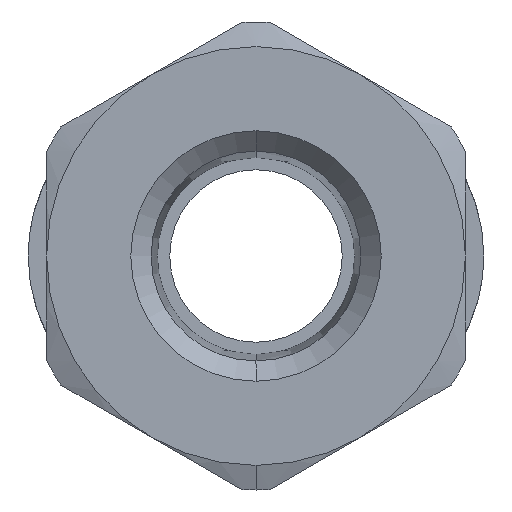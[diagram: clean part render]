
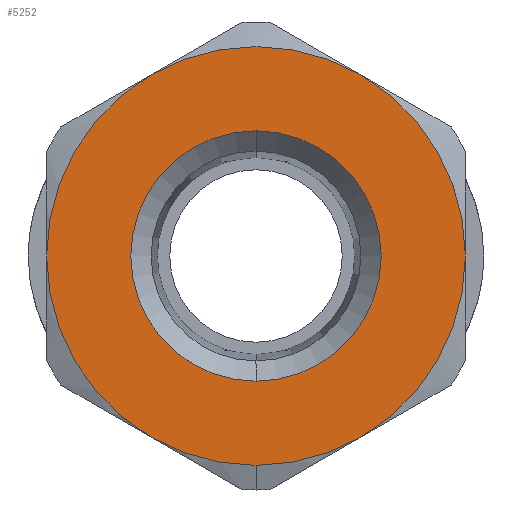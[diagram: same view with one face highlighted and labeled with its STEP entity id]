
A CAD part, left-side view. The second image highlights one B-rep face of the part: STEP entity #5252.
In plain terms, the highlighted face is planar.
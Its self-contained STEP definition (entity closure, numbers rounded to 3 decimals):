
#747 = DIRECTION ( 'NONE',  ( -1., 0., 0. ) ) ;
#866 = DIRECTION ( 'NONE',  ( -1., 0., 0. ) ) ;
#918 = DIRECTION ( 'NONE',  ( 0., 0., -1. ) ) ;
#949 = EDGE_CURVE ( 'NONE', #7086, #12275, #5351, .T. ) ;
#1911 = CARTESIAN_POINT ( 'NONE',  ( -7.361, 4.25, -12.6 ) ) ;
#2219 = DIRECTION ( 'NONE',  ( 1., 0., 0. ) ) ;
#2355 = ORIENTED_EDGE ( 'NONE', *, *, #9859, .F. ) ;
#2407 = CIRCLE ( 'NONE', #10307, 8.5 ) ;
#3299 = DIRECTION ( 'NONE',  ( 0., 0., 1. ) ) ;
#3532 = ORIENTED_EDGE ( 'NONE', *, *, #10618, .F. ) ;
#3882 = AXIS2_PLACEMENT_3D ( 'NONE', #15089, #918, #866 ) ;
#4008 = DIRECTION ( 'NONE',  ( 1., 0., 0. ) ) ;
#4252 = VERTEX_POINT ( 'NONE', #9779 ) ;
#4312 = ORIENTED_EDGE ( 'NONE', *, *, #14741, .F. ) ;
#4543 = PLANE ( 'NONE',  #7541 ) ;
#4764 = EDGE_LOOP ( 'NONE', ( #12071, #3532, #9237, #13342, #2355, #4312, #12514 ) ) ;
#4791 = CARTESIAN_POINT ( 'NONE',  ( 0., 0., -12.6 ) ) ;
#5252 = ADVANCED_FACE ( 'NONE', ( #10353, #7176 ), #4543, .F. ) ;
#5257 = EDGE_LOOP ( 'NONE', ( #6255, #14040 ) ) ;
#5351 = CIRCLE ( 'NONE', #10233, 8.5 ) ;
#5523 = DIRECTION ( 'NONE',  ( 1., 0., 0. ) ) ;
#5826 = CARTESIAN_POINT ( 'NONE',  ( 0., 0., -12.6 ) ) ;
#6213 = CARTESIAN_POINT ( 'NONE',  ( 7.361, 4.25, -12.6 ) ) ;
#6255 = ORIENTED_EDGE ( 'NONE', *, *, #14276, .F. ) ;
#6491 = VERTEX_POINT ( 'NONE', #6660 ) ;
#6660 = CARTESIAN_POINT ( 'NONE',  ( 8.5, 0., -12.6 ) ) ;
#6722 = AXIS2_PLACEMENT_3D ( 'NONE', #15254, #3299, #8195 ) ;
#7086 = VERTEX_POINT ( 'NONE', #8324 ) ;
#7139 = EDGE_CURVE ( 'NONE', #8242, #7086, #12687, .T. ) ;
#7176 = FACE_OUTER_BOUND ( 'NONE', #4764, .T. ) ;
#7382 = DIRECTION ( 'NONE',  ( 0., -1., 0. ) ) ;
#7455 = DIRECTION ( 'NONE',  ( 0., 0., 1. ) ) ;
#7541 = AXIS2_PLACEMENT_3D ( 'NONE', #5826, #8141, #15145 ) ;
#7560 = CARTESIAN_POINT ( 'NONE',  ( 0., 0., -12.6 ) ) ;
#7729 = DIRECTION ( 'NONE',  ( 0., 0., 1. ) ) ;
#8141 = DIRECTION ( 'NONE',  ( 0., 0., 1. ) ) ;
#8195 = DIRECTION ( 'NONE',  ( 0., -1., 0. ) ) ;
#8242 = VERTEX_POINT ( 'NONE', #6213 ) ;
#8292 = DIRECTION ( 'NONE',  ( 0., 0., 1. ) ) ;
#8324 = CARTESIAN_POINT ( 'NONE',  ( 0., 8.5, -12.6 ) ) ;
#8621 = CIRCLE ( 'NONE', #8768, 8.5 ) ;
#8768 = AXIS2_PLACEMENT_3D ( 'NONE', #13911, #7729, #5523 ) ;
#9081 = EDGE_CURVE ( 'NONE', #4252, #12674, #10444, .T. ) ;
#9237 = ORIENTED_EDGE ( 'NONE', *, *, #949, .F. ) ;
#9636 = CARTESIAN_POINT ( 'NONE',  ( 0., 0., -12.6 ) ) ;
#9779 = CARTESIAN_POINT ( 'NONE',  ( -7.361, -4.25, -12.6 ) ) ;
#9859 = EDGE_CURVE ( 'NONE', #6491, #8242, #2407, .T. ) ;
#9888 = EDGE_CURVE ( 'NONE', #12674, #13869, #14684, .T. ) ;
#10043 = CARTESIAN_POINT ( 'NONE',  ( -5.083, 0., -12.6 ) ) ;
#10084 = VERTEX_POINT ( 'NONE', #12700 ) ;
#10233 = AXIS2_PLACEMENT_3D ( 'NONE', #15060, #15107, #2219 ) ;
#10304 = CIRCLE ( 'NONE', #3882, 5.083 ) ;
#10307 = AXIS2_PLACEMENT_3D ( 'NONE', #11025, #7455, #14724 ) ;
#10326 = CARTESIAN_POINT ( 'NONE',  ( 7.361, -4.25, -12.6 ) ) ;
#10353 = FACE_BOUND ( 'NONE', #5257, .T. ) ;
#10444 = CIRCLE ( 'NONE', #11704, 8.5 ) ;
#10617 = DIRECTION ( 'NONE',  ( 0., 0., 1. ) ) ;
#10618 = EDGE_CURVE ( 'NONE', #12275, #4252, #10744, .T. ) ;
#10632 = DIRECTION ( 'NONE',  ( 1., 0., 0. ) ) ;
#10744 = CIRCLE ( 'NONE', #6722, 8.5 ) ;
#11025 = CARTESIAN_POINT ( 'NONE',  ( 0., 0., -12.6 ) ) ;
#11081 = AXIS2_PLACEMENT_3D ( 'NONE', #7560, #14567, #4008 ) ;
#11394 = DIRECTION ( 'NONE',  ( 0., 0., -1. ) ) ;
#11704 = AXIS2_PLACEMENT_3D ( 'NONE', #4791, #8292, #10632 ) ;
#11799 = CIRCLE ( 'NONE', #14848, 5.083 ) ;
#12071 = ORIENTED_EDGE ( 'NONE', *, *, #9081, .F. ) ;
#12275 = VERTEX_POINT ( 'NONE', #1911 ) ;
#12302 = VERTEX_POINT ( 'NONE', #10043 ) ;
#12514 = ORIENTED_EDGE ( 'NONE', *, *, #9888, .F. ) ;
#12674 = VERTEX_POINT ( 'NONE', #13792 ) ;
#12687 = CIRCLE ( 'NONE', #14550, 8.5 ) ;
#12700 = CARTESIAN_POINT ( 'NONE',  ( 5.083, 0., -12.6 ) ) ;
#13342 = ORIENTED_EDGE ( 'NONE', *, *, #7139, .F. ) ;
#13792 = CARTESIAN_POINT ( 'NONE',  ( 0., -8.5, -12.6 ) ) ;
#13794 = CARTESIAN_POINT ( 'NONE',  ( 0., 0., -12.6 ) ) ;
#13869 = VERTEX_POINT ( 'NONE', #10326 ) ;
#13911 = CARTESIAN_POINT ( 'NONE',  ( 0., 0., -12.6 ) ) ;
#14040 = ORIENTED_EDGE ( 'NONE', *, *, #14803, .F. ) ;
#14276 = EDGE_CURVE ( 'NONE', #12302, #10084, #11799, .T. ) ;
#14550 = AXIS2_PLACEMENT_3D ( 'NONE', #9636, #10617, #7382 ) ;
#14567 = DIRECTION ( 'NONE',  ( 0., 0., 1. ) ) ;
#14684 = CIRCLE ( 'NONE', #11081, 8.5 ) ;
#14724 = DIRECTION ( 'NONE',  ( 1., 0., 0. ) ) ;
#14741 = EDGE_CURVE ( 'NONE', #13869, #6491, #8621, .T. ) ;
#14803 = EDGE_CURVE ( 'NONE', #10084, #12302, #10304, .T. ) ;
#14848 = AXIS2_PLACEMENT_3D ( 'NONE', #13794, #11394, #747 ) ;
#15060 = CARTESIAN_POINT ( 'NONE',  ( 0., 0., -12.6 ) ) ;
#15089 = CARTESIAN_POINT ( 'NONE',  ( 0., 0., -12.6 ) ) ;
#15107 = DIRECTION ( 'NONE',  ( 0., 0., 1. ) ) ;
#15145 = DIRECTION ( 'NONE',  ( 1., 0., 0. ) ) ;
#15254 = CARTESIAN_POINT ( 'NONE',  ( 0., 0., -12.6 ) ) ;
